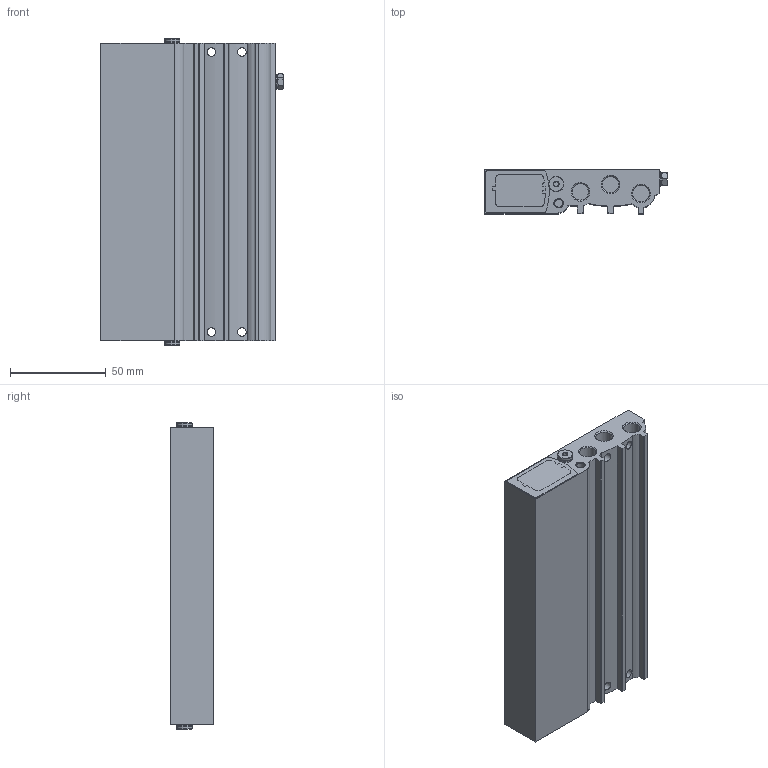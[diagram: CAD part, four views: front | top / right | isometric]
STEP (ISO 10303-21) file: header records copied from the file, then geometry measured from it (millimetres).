
FILE_DESCRIPTION(/* description */ ('STEP AP214'),/* implementation_level */ '2;1');
FILE_NAME(/* name */ '573428_VABM-L1-10G-G18-9-GR',/* time_stamp */ '2024-09-16T00:44:31+02:00',/* author */ ('License CC BY-ND 4.0'),/* organization */ ('CADENAS'),/* preprocessor_version */ 'ST-DEVELOPER v19.3',/* originating_system */ 'PARTsolutions',/* authorisation */ ' ');
FILE_SCHEMA (('AUTOMOTIVE_DESIGN {1 0 10303 214 3 1 1}'));
Length unit declared in the file: millimetre
Products named in the file (4): 573428 VABM-L1-10G-G18-9-GR; 573428 VABM-L1-10G-G18-9-GR---(L1-P); 174308 B-M5-B; 1351177 VABM---(VS)
Assembly tree (4 placements, depth 2):
  573428 VABM-L1-10G-G18-9-GR
    573428 VABM-L1-10G-G18-9-GR---(L1-P)
    174308 B-M5-B  x2
    1351177 VABM---(VS)
Bounding box: 95.5 x 23 x 160.5 mm (x, y, z)
Volume: 213275.4 mm3; surface area: 66716.7 mm2
Topology: 4 solids, 4 shells, 729 faces, 1774 edges, 1153 vertices
Faces by surface type: plane 366, cylinder 239, cone 116, torus 8
Full cylindrical faces by diameter (mm): 0.7 x2, 0.9 x2, 1.567 x18, 1.6 x9, 1.8 x9, 2.459 x4, 2.6 x3, 2.7 x18, 3.3 x1, 3.4 x2, 3.6 x1, 4 x18, 4.134 x6, 4.5 x4, 5 x3, 6 x27, 7 x1, 7.2 x2, 7.8 x1, 8 x23, 8.566 x6
Entity records: 19596 total; most frequent: CARTESIAN_POINT 3429, DIRECTION 3319, ORIENTED_EDGE 2788, EDGE_CURVE 1394, AXIS2_PLACEMENT_3D 1271, FACE_BOUND 1179, EDGE_LOOP 1155, VERTEX_POINT 1075
